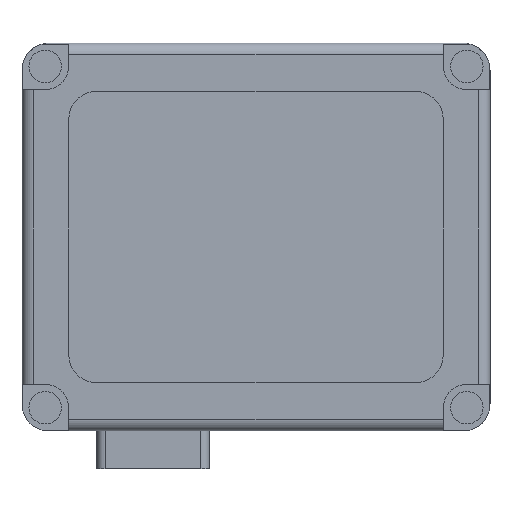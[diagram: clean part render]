
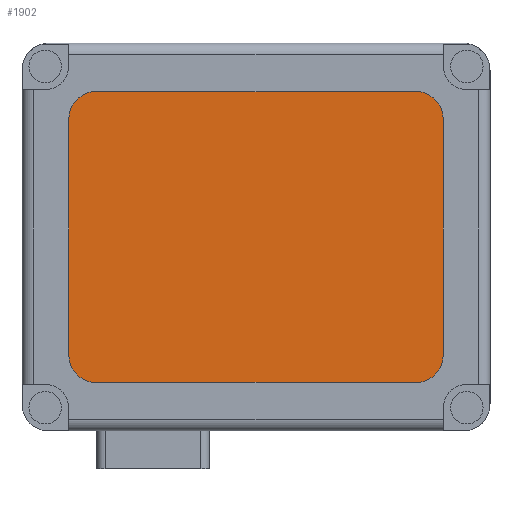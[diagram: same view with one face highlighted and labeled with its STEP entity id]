
A CAD part, front view. The second image highlights one B-rep face of the part: STEP entity #1902.
In plain terms, the highlighted planar face has unit normal (0, -1, 0).
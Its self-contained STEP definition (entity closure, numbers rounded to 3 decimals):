
#1827=CARTESIAN_POINT('POINT115',(-99.516,0.438,
   211.05));
#1828=VERTEX_POINT('VERTEX115',#1827);
#1829=CARTESIAN_POINT('POINT116',(-116.4,0.438,
   194.166));
#1830=VERTEX_POINT('VERTEX116',#1829);
#1831=CARTESIAN_POINT('POS211',(-99.516,0.438,
   194.166));
#1832=DIRECTION('DIR312',(0.,-1.,0.));
#1833=DIRECTION('DIR313',(-1.,0.,
   0.));
#1834=AXIS2_PLACEMENT_3D('AXIS102',#1831,#1832,#1833);
#1835=CIRCLE('ELLIPSE43',#1834,16.884);
#1836=EDGE_CURVE('EDGE164',#1828,#1830,#1835,.T.);
#1837=ORIENTED_EDGE('COEDGE293',*,*,#1836,.T.);
#1838=CARTESIAN_POINT('POINT117',(-116.4,0.438,
   47.034));
#1839=VERTEX_POINT('VERTEX117',#1838);
#1840=CARTESIAN_POINT('POS212',(-116.4,0.438,
   47.034));
#1841=DIRECTION('DIR314',(0.,0.,-1.));
#1842=VECTOR('VEC110',#1841,25.4);
#1843=LINE('STRAIGHT110',#1840,#1842);
#1844=EDGE_CURVE('EDGE165',#1830,#1839,#1843,.T.);
#1845=ORIENTED_EDGE('COEDGE294',*,*,#1844,.T.);
#1846=CARTESIAN_POINT('POINT118',(-99.516,0.438,
   30.15));
#1847=VERTEX_POINT('VERTEX118',#1846);
#1848=CARTESIAN_POINT('POS213',(-99.516,0.438,
   47.034));
#1849=DIRECTION('DIR315',(0.,-1.,0.));
#1850=DIRECTION('DIR316',(0.,0.,
   -1.));
#1851=AXIS2_PLACEMENT_3D('AXIS103',#1848,#1849,#1850);
#1852=CIRCLE('ELLIPSE44',#1851,16.884);
#1853=EDGE_CURVE('EDGE166',#1839,#1847,#1852,.T.);
#1854=ORIENTED_EDGE('COEDGE295',*,*,#1853,.T.);
#1855=CARTESIAN_POINT('POINT119',(99.516,0.438,
   30.15));
#1856=VERTEX_POINT('VERTEX119',#1855);
#1857=CARTESIAN_POINT('POS214',(99.516,0.438,
   30.15));
#1858=DIRECTION('DIR317',(1.,0.,0.));
#1859=VECTOR('VEC111',#1858,25.4);
#1860=LINE('STRAIGHT111',#1857,#1859);
#1861=EDGE_CURVE('EDGE167',#1847,#1856,#1860,.T.);
#1862=ORIENTED_EDGE('COEDGE296',*,*,#1861,.T.);
#1863=CARTESIAN_POINT('POINT120',(116.4,0.438,
   47.034));
#1864=VERTEX_POINT('VERTEX120',#1863);
#1865=CARTESIAN_POINT('POS215',(99.516,0.438,
   47.034));
#1866=DIRECTION('DIR318',(0.,-1.,0.));
#1867=DIRECTION('DIR319',(1.,0.,
   0.));
#1868=AXIS2_PLACEMENT_3D('AXIS104',#1865,#1866,#1867);
#1869=CIRCLE('ELLIPSE45',#1868,16.884);
#1870=EDGE_CURVE('EDGE168',#1856,#1864,#1869,.T.);
#1871=ORIENTED_EDGE('COEDGE297',*,*,#1870,.T.);
#1872=CARTESIAN_POINT('POINT121',(116.4,0.438,
   194.166));
#1873=VERTEX_POINT('VERTEX121',#1872);
#1874=CARTESIAN_POINT('POS216',(116.4,0.438,
   194.166));
#1875=DIRECTION('DIR320',(0.,0.,1.));
#1876=VECTOR('VEC112',#1875,25.4);
#1877=LINE('STRAIGHT112',#1874,#1876);
#1878=EDGE_CURVE('EDGE169',#1864,#1873,#1877,.T.);
#1879=ORIENTED_EDGE('COEDGE298',*,*,#1878,.T.);
#1880=CARTESIAN_POINT('POINT122',(99.516,0.438,
   211.05));
#1881=VERTEX_POINT('VERTEX122',#1880);
#1882=CARTESIAN_POINT('POS217',(99.516,0.438,
   194.166));
#1883=DIRECTION('DIR321',(0.,-1.,0.));
#1884=DIRECTION('DIR322',(0.,0.,
   1.));
#1885=AXIS2_PLACEMENT_3D('AXIS105',#1882,#1883,#1884);
#1886=CIRCLE('ELLIPSE46',#1885,16.884);
#1887=EDGE_CURVE('EDGE170',#1873,#1881,#1886,.T.);
#1888=ORIENTED_EDGE('COEDGE299',*,*,#1887,.T.);
#1889=CARTESIAN_POINT('POS218',(-99.516,0.438,
   211.05));
#1890=DIRECTION('DIR323',(-1.,0.,0.));
#1891=VECTOR('VEC113',#1890,25.4);
#1892=LINE('STRAIGHT113',#1889,#1891);
#1893=EDGE_CURVE('EDGE171',#1881,#1828,#1892,.T.);
#1894=ORIENTED_EDGE('COEDGE300',*,*,#1893,.T.);
#1895=EDGE_LOOP('NONE',(#1837,#1845,#1854,#1862,#1871,#1879,#1888,#1894)
   );
#1896=FACE_BOUND('LOOP1',#1895,.T.);
#1897=CARTESIAN_POINT('POS219',(0.,0.438,
   120.6));
#1898=DIRECTION('DIR324',(0.,-1.,0.));
#1899=DIRECTION('DIR325',(1.,0.,0.));
#1900=AXIS2_PLACEMENT_3D('AXIS106',#1897,#1898,#1899);
#1901=PLANE('PLANE40',#1900);
#1902=ADVANCED_FACE('FACE65',(#1896),#1901,.T.);
